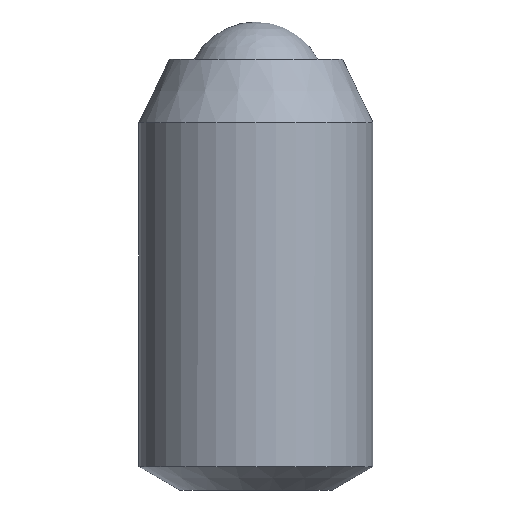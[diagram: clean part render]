
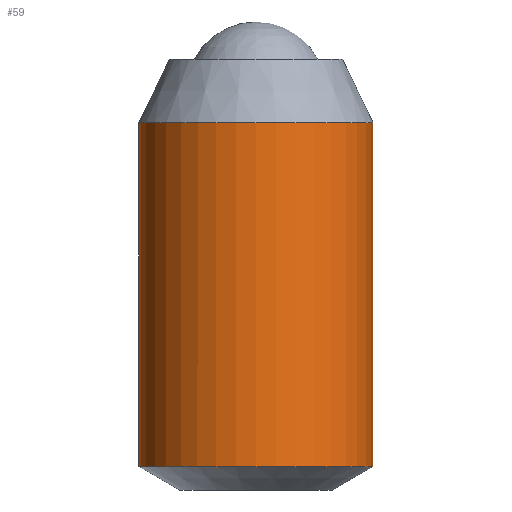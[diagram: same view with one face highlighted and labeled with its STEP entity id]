
A CAD part, front view. The second image highlights one B-rep face of the part: STEP entity #59.
In plain terms, the highlighted cylindrical face has radius 2.5 mm (diameter 5 mm), a full revolution.
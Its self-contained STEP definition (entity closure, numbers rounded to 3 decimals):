
#59 = ADVANCED_FACE( '', ( #126, #127 ), #128, .T. );
#126 = FACE_OUTER_BOUND( '', #197, .T. );
#127 = FACE_OUTER_BOUND( '', #198, .T. );
#128 = CYLINDRICAL_SURFACE( '', #199, 2.5 );
#197 = EDGE_LOOP( '', ( #293 ) );
#198 = EDGE_LOOP( '', ( #294 ) );
#199 = AXIS2_PLACEMENT_3D( '', #295, #296, #297 );
#293 = ORIENTED_EDGE( '', *, *, #383, .T. );
#294 = ORIENTED_EDGE( '', *, *, #386, .T. );
#295 = CARTESIAN_POINT( '', ( 0., 0., 9.2 ) );
#296 = DIRECTION( '', ( 0., 0., 1. ) );
#297 = DIRECTION( '', ( -1., 0., 0. ) );
#383 = EDGE_CURVE( '', #440, #440, #441, .T. );
#386 = EDGE_CURVE( '', #445, #445, #446, .T. );
#440 = VERTEX_POINT( '', #517 );
#441 = CIRCLE( '', #518, 2.5 );
#445 = VERTEX_POINT( '', #522 );
#446 = CIRCLE( '', #523, 2.5 );
#517 = CARTESIAN_POINT( '', ( 2.5, 0., 0.5 ) );
#518 = AXIS2_PLACEMENT_3D( '', #618, #619, #620 );
#522 = CARTESIAN_POINT( '', ( -2.5, 0., 7.85 ) );
#523 = AXIS2_PLACEMENT_3D( '', #624, #625, #626 );
#618 = CARTESIAN_POINT( '', ( 0., 0., 0.5 ) );
#619 = DIRECTION( '', ( 0., 0., 1. ) );
#620 = DIRECTION( '', ( 1., 0., 0. ) );
#624 = CARTESIAN_POINT( '', ( 0., 0., 7.85 ) );
#625 = DIRECTION( '', ( 0., 0., -1. ) );
#626 = DIRECTION( '', ( -1., 0., 0. ) );
